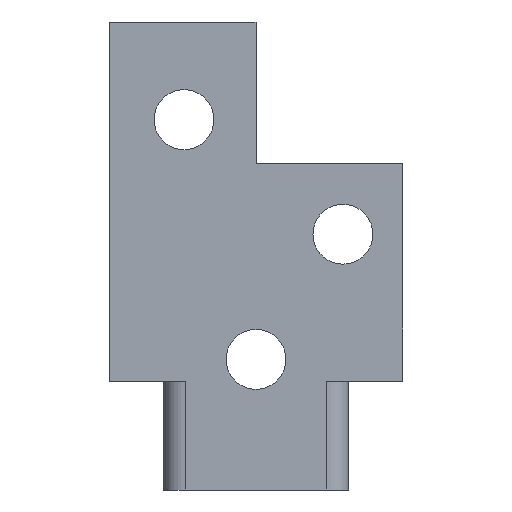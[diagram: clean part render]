
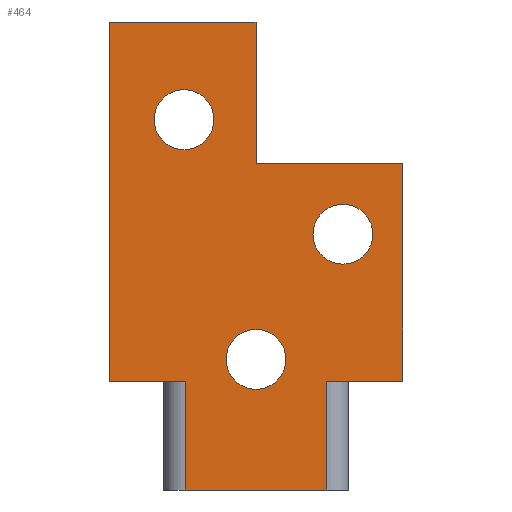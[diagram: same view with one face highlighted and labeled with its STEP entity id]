
A CAD part, front view. The second image highlights one B-rep face of the part: STEP entity #464.
In plain terms, the highlighted planar face has unit normal (0, -1, 0).
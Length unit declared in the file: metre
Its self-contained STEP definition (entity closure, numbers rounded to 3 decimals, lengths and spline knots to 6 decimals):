
#33=LINE('',#685,#75);
#36=LINE('',#691,#78);
#38=LINE('',#695,#80);
#39=LINE('',#699,#81);
#42=LINE('',#705,#84);
#44=LINE('',#709,#86);
#45=LINE('',#720,#87);
#53=LINE('',#750,#95);
#57=LINE('',#759,#99);
#62=LINE('',#778,#104);
#75=VECTOR('',#546,1.);
#78=VECTOR('',#551,1.);
#80=VECTOR('',#555,1.);
#81=VECTOR('',#560,1.);
#84=VECTOR('',#565,1.);
#86=VECTOR('',#569,1.);
#87=VECTOR('',#584,1.);
#95=VECTOR('',#616,1.);
#99=VECTOR('',#624,1.);
#104=VECTOR('',#649,1.);
#208=ORIENTED_EDGE('',*,*,#255,.T.);
#209=ORIENTED_EDGE('',*,*,#254,.T.);
#210=ORIENTED_EDGE('',*,*,#253,.T.);
#211=ORIENTED_EDGE('',*,*,#284,.F.);
#212=ORIENTED_EDGE('',*,*,#245,.T.);
#213=ORIENTED_EDGE('',*,*,#243,.T.);
#214=ORIENTED_EDGE('',*,*,#240,.T.);
#215=ORIENTED_EDGE('',*,*,#252,.T.);
#216=ORIENTED_EDGE('',*,*,#250,.T.);
#217=ORIENTED_EDGE('',*,*,#247,.T.);
#218=ORIENTED_EDGE('',*,*,#256,.T.);
#219=ORIENTED_EDGE('',*,*,#275,.F.);
#220=ORIENTED_EDGE('',*,*,#270,.T.);
#240=EDGE_CURVE('',#300,#301,#33,.T.);
#243=EDGE_CURVE('',#302,#300,#36,.T.);
#245=EDGE_CURVE('',#303,#302,#38,.T.);
#247=EDGE_CURVE('',#304,#305,#39,.T.);
#250=EDGE_CURVE('',#306,#304,#42,.T.);
#252=EDGE_CURVE('',#301,#306,#44,.T.);
#253=EDGE_CURVE('',#307,#307,#331,.T.);
#254=EDGE_CURVE('',#308,#308,#332,.T.);
#255=EDGE_CURVE('',#309,#309,#333,.T.);
#256=EDGE_CURVE('',#305,#310,#45,.T.);
#270=EDGE_CURVE('',#320,#318,#53,.T.);
#275=EDGE_CURVE('',#320,#310,#57,.T.);
#284=EDGE_CURVE('',#303,#318,#62,.T.);
#300=VERTEX_POINT('',#686);
#301=VERTEX_POINT('',#687);
#302=VERTEX_POINT('',#692);
#303=VERTEX_POINT('',#696);
#304=VERTEX_POINT('',#700);
#305=VERTEX_POINT('',#701);
#306=VERTEX_POINT('',#706);
#307=VERTEX_POINT('',#712);
#308=VERTEX_POINT('',#715);
#309=VERTEX_POINT('',#718);
#310=VERTEX_POINT('',#721);
#318=VERTEX_POINT('',#748);
#320=VERTEX_POINT('',#751);
#331=CIRCLE('',#491,0.00275);
#332=CIRCLE('',#493,0.00275);
#333=CIRCLE('',#495,0.00275);
#380=EDGE_LOOP('',(#208));
#381=EDGE_LOOP('',(#209));
#382=EDGE_LOOP('',(#210));
#383=EDGE_LOOP('',(#211,#212,#213,#214,#215,#216,#217,#218,#219,#220));
#420=FACE_BOUND('',#380,.T.);
#421=FACE_BOUND('',#381,.T.);
#422=FACE_BOUND('',#382,.T.);
#423=FACE_BOUND('',#383,.T.);
#440=PLANE('',#520);
#464=ADVANCED_FACE('',(#420,#421,#422,#423),#440,.T.);
#491=AXIS2_PLACEMENT_3D('',#711,#572,#573);
#493=AXIS2_PLACEMENT_3D('',#714,#576,#577);
#495=AXIS2_PLACEMENT_3D('',#717,#580,#581);
#520=AXIS2_PLACEMENT_3D('',#777,#647,#648);
#546=DIRECTION('',(-1.,0.,0.));
#551=DIRECTION('',(0.,0.,1.));
#555=DIRECTION('',(1.,0.,0.));
#560=DIRECTION('',(0.,0.,-1.));
#565=DIRECTION('',(-1.,0.,0.));
#569=DIRECTION('',(0.,0.,1.));
#572=DIRECTION('',(0.,1.,0.));
#573=DIRECTION('',(1.,0.,0.));
#576=DIRECTION('',(0.,1.,0.));
#577=DIRECTION('',(1.,0.,0.));
#580=DIRECTION('',(0.,1.,0.));
#581=DIRECTION('',(1.,0.,0.));
#584=DIRECTION('',(1.,0.,0.));
#616=DIRECTION('',(1.,0.,0.));
#624=DIRECTION('',(0.,0.,1.));
#647=DIRECTION('',(0.,-1.,0.));
#648=DIRECTION('',(0.,0.,1.));
#649=DIRECTION('',(0.,0.,-1.));
#685=CARTESIAN_POINT('',(0.006682,-0.001631,0.016046));
#686=CARTESIAN_POINT('',(0.006682,-0.001631,0.016046));
#687=CARTESIAN_POINT('',(-0.006818,-0.001631,0.016046));
#691=CARTESIAN_POINT('',(0.006682,-0.001631,-0.003954));
#692=CARTESIAN_POINT('',(0.006682,-0.001631,-0.003954));
#695=CARTESIAN_POINT('',(-0.000318,-0.001631,-0.003954));
#696=CARTESIAN_POINT('',(-0.000318,-0.001631,-0.003954));
#699=CARTESIAN_POINT('',(-0.020318,-0.001631,0.029046));
#700=CARTESIAN_POINT('',(-0.020318,-0.001631,0.029046));
#701=CARTESIAN_POINT('',(-0.020318,-0.001631,-0.003954));
#705=CARTESIAN_POINT('',(-0.006818,-0.001631,0.029046));
#706=CARTESIAN_POINT('',(-0.006818,-0.001631,0.029046));
#709=CARTESIAN_POINT('',(-0.006818,-0.001631,0.016046));
#711=CARTESIAN_POINT('',(-0.006818,-0.001631,-0.001954));
#712=CARTESIAN_POINT('',(-0.004068,-0.001631,-0.001954));
#714=CARTESIAN_POINT('',(-0.013433,-0.001631,0.020074));
#715=CARTESIAN_POINT('',(-0.010683,-0.001631,0.020074));
#717=CARTESIAN_POINT('',(0.001167,-0.001631,0.009546));
#718=CARTESIAN_POINT('',(0.003917,-0.001631,0.009546));
#720=CARTESIAN_POINT('',(-0.008071,-0.001631,-0.003954));
#721=CARTESIAN_POINT('',(-0.013318,-0.001631,-0.003954));
#748=CARTESIAN_POINT('',(-0.000318,-0.001631,-0.013954));
#750=CARTESIAN_POINT('',(-0.013318,-0.001631,-0.013954));
#751=CARTESIAN_POINT('',(-0.013318,-0.001631,-0.013954));
#759=CARTESIAN_POINT('',(-0.013318,-0.001631,-0.000831));
#777=CARTESIAN_POINT('',(-0.008071,-0.001631,0.007292));
#778=CARTESIAN_POINT('',(-0.000318,-0.001631,-0.000831));
